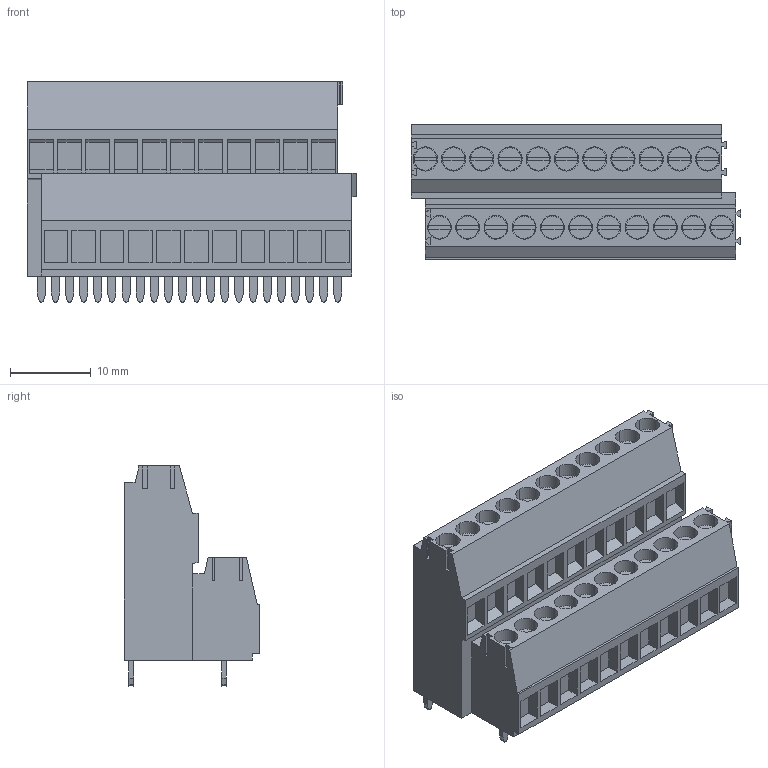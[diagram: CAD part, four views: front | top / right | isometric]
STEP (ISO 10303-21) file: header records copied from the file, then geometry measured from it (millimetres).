
FILE_DESCRIPTION(('CATIA V5 STEP Exchange','CAx-IF Rec.Pracs.--- Model Styling and Organization---1.4--- 2014-01-23'),'2;1');
FILE_NAME ('D1454726_1_1703790000_1703790000.stp','2023-03-16T07:45:59+00:00',('none'),('Weidmueller'),'CATIA Version 5-6 Release 2016 SP3 HF44','CATIA V5 STEP AP214','none');
FILE_SCHEMA(('AUTOMOTIVE_DESIGN { 1 0 10303 214 1 1 1 1 }'));
Length unit declared in the file: millimetre
Products named in the file (1): 1703790000
Bounding box: 40.85 x 16.75 x 27.3 mm (x, y, z)
Volume: 10563.2 mm3; surface area: 6084.8 mm2
Topology: 45 solids, 45 shells, 654 faces, 1530 edges, 1021 vertices
Faces by surface type: plane 522, cylinder 132
Entity records: 16882 total; most frequent: ORIENTED_EDGE 3060, CARTESIAN_POINT 3009, DIRECTION 2246, EDGE_CURVE 1530, VECTOR 1174, LINE 1174, VERTEX_POINT 1021, AXIS2_PLACEMENT_3D 709
